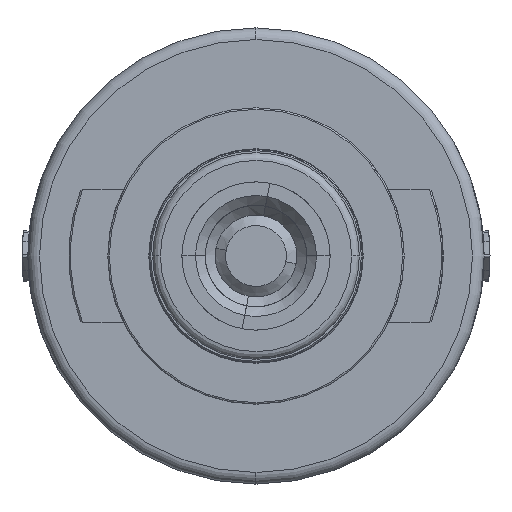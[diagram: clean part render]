
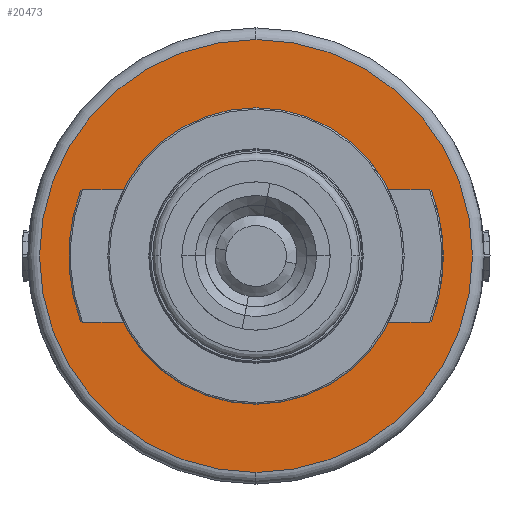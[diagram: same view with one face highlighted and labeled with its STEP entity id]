
A CAD part, left-side view. The second image highlights one B-rep face of the part: STEP entity #20473.
In plain terms, the highlighted face is planar.
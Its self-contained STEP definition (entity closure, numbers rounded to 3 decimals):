
#405 = PLANE ( 'NONE',  #5818 ) ;
#451 = EDGE_LOOP ( 'NONE', ( #6691, #11295 ) ) ;
#991 = ORIENTED_EDGE ( 'NONE', *, *, #1068, .T. ) ;
#1068 = EDGE_CURVE ( 'NONE', #2891, #10663, #17270, .T. ) ;
#1189 = CARTESIAN_POINT ( 'NONE',  ( -1.181, 0., -3.8 ) ) ;
#1585 = DIRECTION ( 'NONE',  ( 1., 0., 0. ) ) ;
#2019 = DIRECTION ( 'NONE',  ( 1., 0., 0. ) ) ;
#2025 = CARTESIAN_POINT ( 'NONE',  ( -1.181, 0., 5.55 ) ) ;
#2081 = CARTESIAN_POINT ( 'NONE',  ( -1.181, 0., 0. ) ) ;
#2609 = DIRECTION ( 'NONE',  ( 1., 0., 0. ) ) ;
#2891 = VERTEX_POINT ( 'NONE', #2025 ) ;
#5294 = DIRECTION ( 'NONE',  ( 1., 0., 0. ) ) ;
#5677 = EDGE_CURVE ( 'NONE', #16130, #18332, #12835, .T. ) ;
#5818 = AXIS2_PLACEMENT_3D ( 'NONE', #2081, #2019, #6753 ) ;
#6226 = CIRCLE ( 'NONE', #15193, 3.8 ) ;
#6495 = EDGE_LOOP ( 'NONE', ( #15699, #991 ) ) ;
#6691 = ORIENTED_EDGE ( 'NONE', *, *, #5677, .F. ) ;
#6753 = DIRECTION ( 'NONE',  ( 0., 0., -1. ) ) ;
#7347 = FACE_OUTER_BOUND ( 'NONE', #6495, .T. ) ;
#8073 = CARTESIAN_POINT ( 'NONE',  ( -1.181, 0., -5.55 ) ) ;
#9565 = CARTESIAN_POINT ( 'NONE',  ( -1.181, 0., 0. ) ) ;
#10216 = DIRECTION ( 'NONE',  ( 1., 0., 0. ) ) ;
#10663 = VERTEX_POINT ( 'NONE', #8073 ) ;
#11066 = AXIS2_PLACEMENT_3D ( 'NONE', #9565, #1585, #20780 ) ;
#11295 = ORIENTED_EDGE ( 'NONE', *, *, #15558, .F. ) ;
#11655 = CARTESIAN_POINT ( 'NONE',  ( -1.181, 0., 0. ) ) ;
#12835 = CIRCLE ( 'NONE', #20204, 3.8 ) ;
#13556 = DIRECTION ( 'NONE',  ( 0., 0., -1. ) ) ;
#14047 = CARTESIAN_POINT ( 'NONE',  ( -1.181, 0., 3.8 ) ) ;
#15193 = AXIS2_PLACEMENT_3D ( 'NONE', #16788, #2609, #13556 ) ;
#15225 = CARTESIAN_POINT ( 'NONE',  ( -1.181, 0., 0. ) ) ;
#15558 = EDGE_CURVE ( 'NONE', #18332, #16130, #6226, .T. ) ;
#15699 = ORIENTED_EDGE ( 'NONE', *, *, #20406, .T. ) ;
#15814 = CIRCLE ( 'NONE', #11066, 5.55 ) ;
#16130 = VERTEX_POINT ( 'NONE', #1189 ) ;
#16508 = DIRECTION ( 'NONE',  ( 0., 0., -1. ) ) ;
#16780 = DIRECTION ( 'NONE',  ( 0., 0., -1. ) ) ;
#16788 = CARTESIAN_POINT ( 'NONE',  ( -1.181, 0., 0. ) ) ;
#17270 = CIRCLE ( 'NONE', #18034, 5.55 ) ;
#17838 = FACE_BOUND ( 'NONE', #451, .T. ) ;
#18034 = AXIS2_PLACEMENT_3D ( 'NONE', #15225, #10216, #16780 ) ;
#18332 = VERTEX_POINT ( 'NONE', #14047 ) ;
#20204 = AXIS2_PLACEMENT_3D ( 'NONE', #11655, #5294, #16508 ) ;
#20406 = EDGE_CURVE ( 'NONE', #10663, #2891, #15814, .T. ) ;
#20473 = ADVANCED_FACE ( 'NONE', ( #7347, #17838 ), #405, .T. ) ;
#20780 = DIRECTION ( 'NONE',  ( 0., 0., -1. ) ) ;
